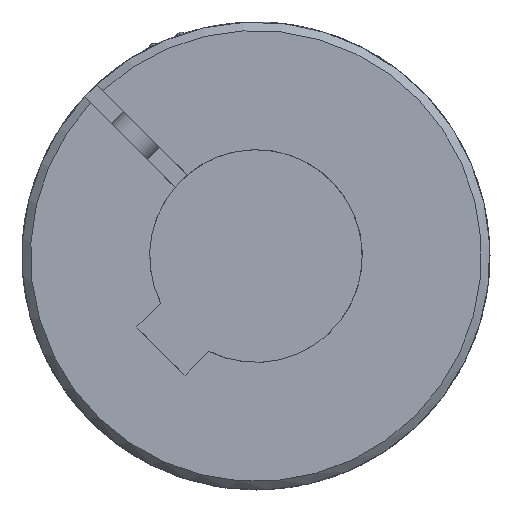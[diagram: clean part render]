
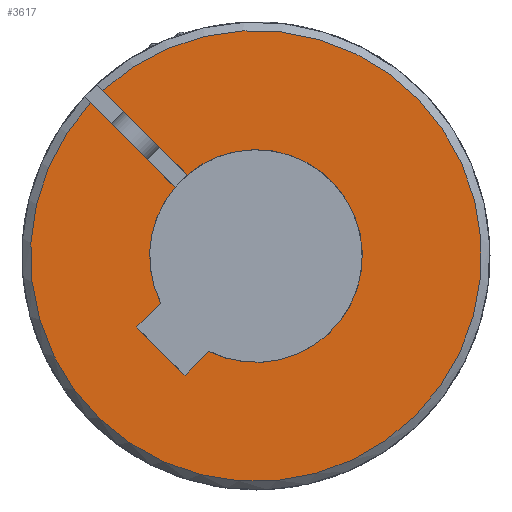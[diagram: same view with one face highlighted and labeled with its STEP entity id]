
A CAD part, left-side view. The second image highlights one B-rep face of the part: STEP entity #3617.
In plain terms, the highlighted planar face has unit normal (-1, 0, 0).
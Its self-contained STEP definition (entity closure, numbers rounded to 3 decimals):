
#32=PLANE('',#3795);
#115=LINE('',#5216,#283);
#116=LINE('',#5223,#284);
#117=LINE('',#5229,#285);
#118=LINE('',#5231,#286);
#119=LINE('',#5233,#287);
#283=VECTOR('',#4213,1000.);
#284=VECTOR('',#4216,1000.);
#285=VECTOR('',#4221,1000.);
#286=VECTOR('',#4222,1000.);
#287=VECTOR('',#4223,1000.);
#452=CIRCLE('',#3796,26.5);
#453=CIRCLE('',#3797,12.5);
#454=CIRCLE('',#3798,12.5);
#699=ORIENTED_EDGE('',*,*,#1476,.T.);
#700=ORIENTED_EDGE('',*,*,#1477,.F.);
#701=ORIENTED_EDGE('',*,*,#1474,.T.);
#702=ORIENTED_EDGE('',*,*,#1478,.T.);
#703=ORIENTED_EDGE('',*,*,#1479,.T.);
#704=ORIENTED_EDGE('',*,*,#1480,.T.);
#705=ORIENTED_EDGE('',*,*,#1481,.T.);
#706=ORIENTED_EDGE('',*,*,#1482,.T.);
#1474=EDGE_CURVE('',#1864,#1863,#115,.T.);
#1476=EDGE_CURVE('',#1865,#1866,#116,.T.);
#1477=EDGE_CURVE('',#1864,#1866,#452,.T.);
#1478=EDGE_CURVE('',#1863,#1867,#453,.T.);
#1479=EDGE_CURVE('',#1867,#1868,#117,.T.);
#1480=EDGE_CURVE('',#1868,#1869,#118,.T.);
#1481=EDGE_CURVE('',#1869,#1870,#119,.T.);
#1482=EDGE_CURVE('',#1870,#1865,#454,.T.);
#1863=VERTEX_POINT('',#5215);
#1864=VERTEX_POINT('',#5217);
#1865=VERTEX_POINT('',#5224);
#1866=VERTEX_POINT('',#5225);
#1867=VERTEX_POINT('',#5228);
#1868=VERTEX_POINT('',#5230);
#1869=VERTEX_POINT('',#5232);
#1870=VERTEX_POINT('',#5234);
#2099=EDGE_LOOP('',(#699,#700,#701,#702,#703,#704,#705,#706));
#2303=FACE_BOUND('',#2099,.T.);
#3617=ADVANCED_FACE('',(#2303),#32,.F.);
#3795=AXIS2_PLACEMENT_3D('',#5222,#4214,#4215);
#3796=AXIS2_PLACEMENT_3D('',#5226,#4217,#4218);
#3797=AXIS2_PLACEMENT_3D('',#5227,#4219,#4220);
#3798=AXIS2_PLACEMENT_3D('',#5235,#4224,#4225);
#4213=DIRECTION('',(0.,-0.707,-0.707));
#4214=DIRECTION('',(1.,0.,0.));
#4215=DIRECTION('',(0.,0.,-1.));
#4216=DIRECTION('',(0.,0.707,0.707));
#4217=DIRECTION('',(1.,0.,0.));
#4218=DIRECTION('',(0.,0.,-1.));
#4219=DIRECTION('',(1.,0.,0.));
#4220=DIRECTION('',(0.,0.,-1.));
#4221=DIRECTION('',(0.,0.707,-0.707));
#4222=DIRECTION('',(0.,0.707,0.707));
#4223=DIRECTION('',(0.,-0.707,0.707));
#4224=DIRECTION('',(1.,0.,0.));
#4225=DIRECTION('',(0.,0.,-1.));
#5215=CARTESIAN_POINT('',(0.,8.103,9.518));
#5216=CARTESIAN_POINT('',(0.,38.184,39.598));
#5217=CARTESIAN_POINT('',(0.,18.018,19.432));
#5222=CARTESIAN_POINT('',(0.,0.,0.));
#5223=CARTESIAN_POINT('',(0.,0.707,-0.707));
#5224=CARTESIAN_POINT('',(0.,9.518,8.103));
#5225=CARTESIAN_POINT('',(0.,19.432,18.018));
#5226=CARTESIAN_POINT('',(0.,0.,0.));
#5227=CARTESIAN_POINT('',(0.,0.,0.));
#5228=CARTESIAN_POINT('',(0.,5.546,-11.202));
#5229=CARTESIAN_POINT('',(0.,-2.828,-2.828));
#5230=CARTESIAN_POINT('',(0.,8.344,-14.001));
#5231=CARTESIAN_POINT('',(0.,8.344,-14.001));
#5232=CARTESIAN_POINT('',(0.,14.001,-8.344));
#5233=CARTESIAN_POINT('',(0.,14.001,-8.344));
#5234=CARTESIAN_POINT('',(0.,11.202,-5.546));
#5235=CARTESIAN_POINT('',(0.,0.,0.));
